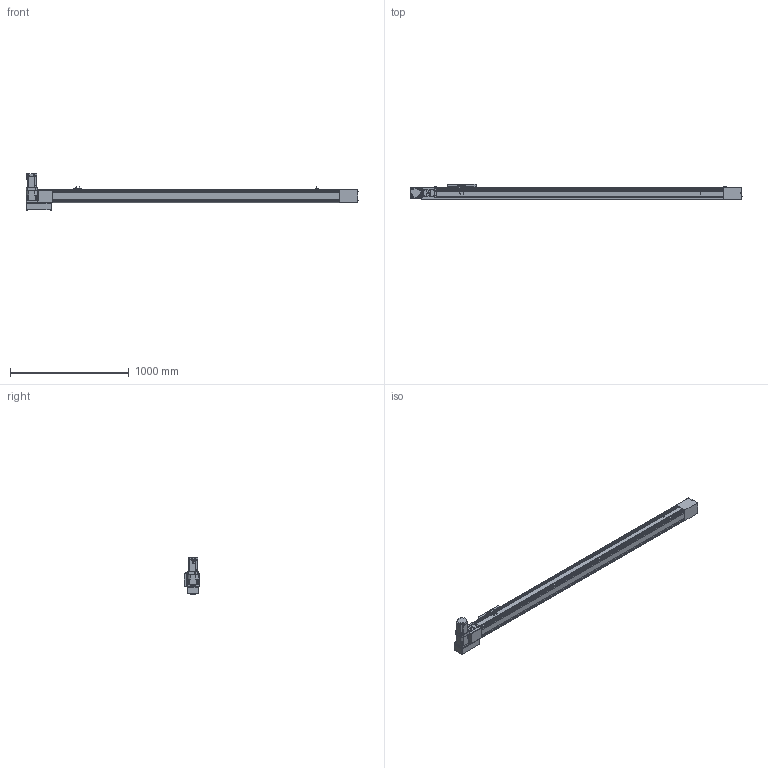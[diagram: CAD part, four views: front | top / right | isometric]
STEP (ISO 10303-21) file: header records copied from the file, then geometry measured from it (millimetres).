
FILE_DESCRIPTION (( 'STEP AP214' ), '1' );
FILE_NAME ('NEX110BL-250LC-2000XXXX(2).STEP', '2025-02-28T16:21:57', ( '' ), ( '' ), 'SwSTEP 2.0', 'SolidWorks 2022', '' );
FILE_SCHEMA (( 'AUTOMOTIVE_DESIGN' ));
Length unit declared in the file: millimetre
Products named in the file (15): NEX110BL-250LC-2000XXXX(2); NEX110-2000-9; FANG STICKER; NEX110-2000-4; NEX110-2000-3; NEX110-2000-7; NEX110-2000MOTOR; NEX110-2000-8; NEX110-2000-6; NEX110-2000GEARBOX; NEX110-2000-2; NEX110-2000-5; NEX110-2000CARRAIGE; NEX110-2000-10; NEX110-2000-1
Assembly tree (15 placements, depth 2):
  NEX110BL-250LC-2000XXXX(2)
    NEX110-2000-1
    NEX110-2000CARRAIGE
    NEX110-2000-2
    NEX110-2000-3
    NEX110-2000-5  x3
    NEX110-2000-6
    NEX110-2000-7
    NEX110-2000-8
    NEX110-2000GEARBOX
    NEX110-2000MOTOR
    NEX110-2000-9
    NEX110-2000-10
    FANG STICKER
  NEX110-2000-4
Bounding box: 2799.8 x 129 x 308 mm (x, y, z)
Volume: 32376253.2 mm3; surface area: 2216743.7 mm2
Topology: 15 solids, 15 shells, 1842 faces, 4777 edges, 3120 vertices
Faces by surface type: plane 1247, cylinder 465, torus 72, cone 56, sphere 2
Entity records: 49775 total; most frequent: CARTESIAN_POINT 8665, DIRECTION 8328, ORIENTED_EDGE 8268, EDGE_CURVE 4134, LINE 3100, VECTOR 3100, VERTEX_POINT 2709, AXIS2_PLACEMENT_3D 2614
